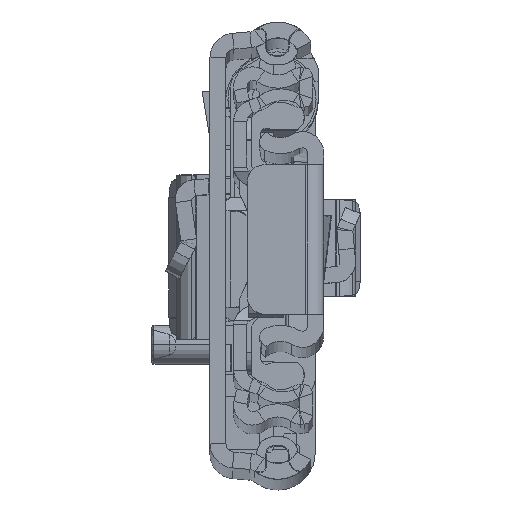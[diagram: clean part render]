
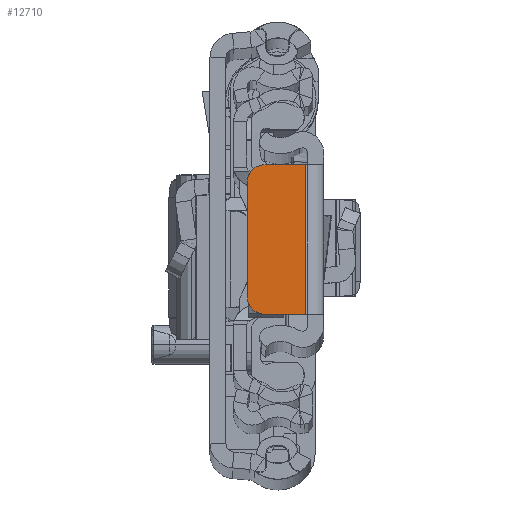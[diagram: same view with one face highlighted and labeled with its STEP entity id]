
A CAD part, top view. The second image highlights one B-rep face of the part: STEP entity #12710.
In plain terms, the highlighted planar face has unit normal (0, 0, 1).
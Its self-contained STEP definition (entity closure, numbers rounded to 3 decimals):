
#271 = CARTESIAN_POINT ( 'NONE',  ( -6.65, 6.5, 0. ) ) ;
#683 = LINE ( 'NONE', #17010, #36231 ) ;
#795 = LINE ( 'NONE', #7584, #31124 ) ;
#2407 = EDGE_CURVE ( 'NONE', #35447, #31605, #19078, .T. ) ;
#3146 = FACE_OUTER_BOUND ( 'NONE', #19623, .T. ) ;
#5224 = VERTEX_POINT ( 'NONE', #13055 ) ;
#5379 = CARTESIAN_POINT ( 'NONE',  ( -6.65, -8.5, 0. ) ) ;
#6372 = CARTESIAN_POINT ( 'NONE',  ( -2.05, 8.5, 0. ) ) ;
#7584 = CARTESIAN_POINT ( 'NONE',  ( 0., 8.5, 0. ) ) ;
#8889 = LINE ( 'NONE', #15038, #33974 ) ;
#9134 = DIRECTION ( 'NONE',  ( 0., -1., 0. ) ) ;
#9736 = DIRECTION ( 'NONE',  ( 0., 0., -1. ) ) ;
#10937 = DIRECTION ( 'NONE',  ( 0., 0., 1. ) ) ;
#11168 = ORIENTED_EDGE ( 'NONE', *, *, #24488, .T. ) ;
#11398 = EDGE_CURVE ( 'NONE', #35447, #26167, #795, .T. ) ;
#12710 = ADVANCED_FACE ( 'NONE', ( #3146 ), #38871, .F. ) ;
#13055 = CARTESIAN_POINT ( 'NONE',  ( -8.65, -6.5, 0. ) ) ;
#13206 = DIRECTION ( 'NONE',  ( 0., 0., 1. ) ) ;
#13210 = DIRECTION ( 'NONE',  ( 0., -1., 0. ) ) ;
#13278 = EDGE_CURVE ( 'NONE', #5224, #34935, #34476, .T. ) ;
#14734 = VERTEX_POINT ( 'NONE', #20006 ) ;
#15038 = CARTESIAN_POINT ( 'NONE',  ( 0., -8.5, 0. ) ) ;
#15691 = EDGE_CURVE ( 'NONE', #34935, #31605, #8889, .T. ) ;
#15941 = AXIS2_PLACEMENT_3D ( 'NONE', #271, #13206, #22917 ) ;
#16443 = DIRECTION ( 'NONE',  ( -1., 0., 0. ) ) ;
#17010 = CARTESIAN_POINT ( 'NONE',  ( -8.65, 0., 0. ) ) ;
#17673 = AXIS2_PLACEMENT_3D ( 'NONE', #39869, #10937, #16443 ) ;
#19078 = LINE ( 'NONE', #25172, #31035 ) ;
#19623 = EDGE_LOOP ( 'NONE', ( #11168, #38523, #39664, #38605, #22829, #21722 ) ) ;
#20006 = CARTESIAN_POINT ( 'NONE',  ( -8.65, 6.5, 0. ) ) ;
#21515 = CARTESIAN_POINT ( 'NONE',  ( -6.65, 8.5, 0. ) ) ;
#21722 = ORIENTED_EDGE ( 'NONE', *, *, #23165, .T. ) ;
#22629 = DIRECTION ( 'NONE',  ( -1., 0., 0. ) ) ;
#22829 = ORIENTED_EDGE ( 'NONE', *, *, #11398, .T. ) ;
#22917 = DIRECTION ( 'NONE',  ( -1., 0., 0. ) ) ;
#23165 = EDGE_CURVE ( 'NONE', #26167, #14734, #34125, .T. ) ;
#24488 = EDGE_CURVE ( 'NONE', #14734, #5224, #683, .T. ) ;
#24943 = DIRECTION ( 'NONE',  ( 1., 0., 0. ) ) ;
#25172 = CARTESIAN_POINT ( 'NONE',  ( -2.05, -8.5, 0. ) ) ;
#26167 = VERTEX_POINT ( 'NONE', #21515 ) ;
#26181 = CARTESIAN_POINT ( 'NONE',  ( 0., 0., 0. ) ) ;
#31035 = VECTOR ( 'NONE', #9134, 1000. ) ;
#31124 = VECTOR ( 'NONE', #33556, 1000. ) ;
#31605 = VERTEX_POINT ( 'NONE', #35586 ) ;
#33556 = DIRECTION ( 'NONE',  ( -1., 0., 0. ) ) ;
#33974 = VECTOR ( 'NONE', #24943, 1000. ) ;
#34125 = CIRCLE ( 'NONE', #15941, 2. ) ;
#34476 = CIRCLE ( 'NONE', #17673, 2. ) ;
#34935 = VERTEX_POINT ( 'NONE', #5379 ) ;
#35447 = VERTEX_POINT ( 'NONE', #6372 ) ;
#35586 = CARTESIAN_POINT ( 'NONE',  ( -2.05, -8.5, 0. ) ) ;
#36231 = VECTOR ( 'NONE', #13210, 1000. ) ;
#38523 = ORIENTED_EDGE ( 'NONE', *, *, #13278, .T. ) ;
#38548 = AXIS2_PLACEMENT_3D ( 'NONE', #26181, #9736, #22629 ) ;
#38605 = ORIENTED_EDGE ( 'NONE', *, *, #2407, .F. ) ;
#38871 = PLANE ( 'NONE',  #38548 ) ;
#39664 = ORIENTED_EDGE ( 'NONE', *, *, #15691, .T. ) ;
#39869 = CARTESIAN_POINT ( 'NONE',  ( -6.65, -6.5, 0. ) ) ;
